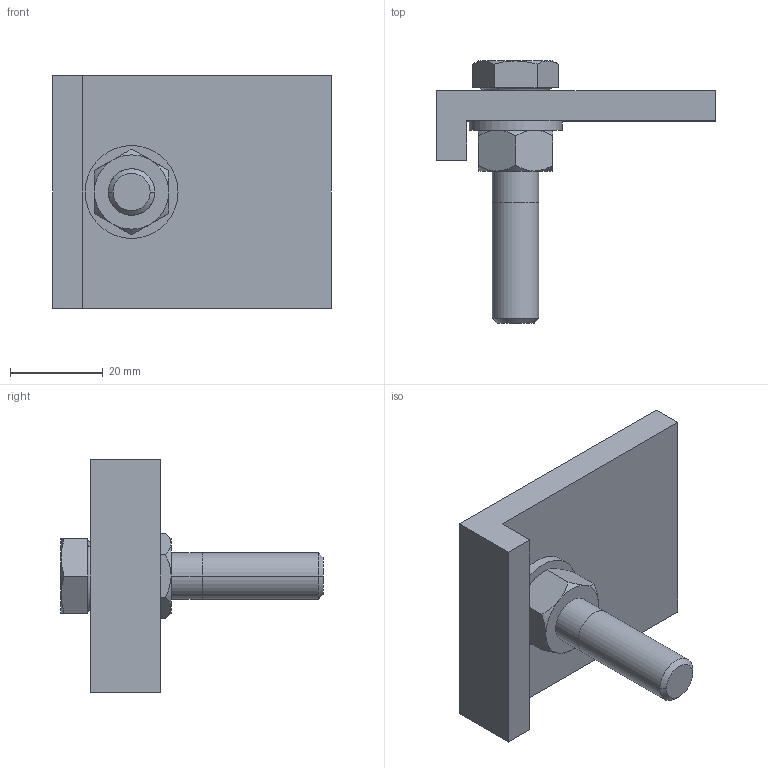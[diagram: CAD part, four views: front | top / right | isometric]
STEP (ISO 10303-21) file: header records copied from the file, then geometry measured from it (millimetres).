
FILE_DESCRIPTION((''),'2;1');
FILE_NAME('6354114_ASM','2013-03-12T',('AndreasKeweloh'),(''),'PRO/ENGINEER BY PARAMETRIC TECHNOLOGY CORPORATION, 2012360','PRO/ENGINEER BY PARAMETRIC TECHNOLOGY CORPORATION, 2012360','');
FILE_SCHEMA(('CONFIG_CONTROL_DESIGN'));
Length unit declared in the file: millimetre
Products named in the file (5): 6354114; DEI4016_10_050_ST; DEI7089_100_ST; DEI4032_MT_100_8; 6354114_ASM
Assembly tree (4 placements, depth 2):
  6354114_ASM
    6354114
    DEI4016_10_050_ST
    DEI7089_100_ST
    DEI4032_MT_100_8
Bounding box: 60 x 56.4 x 50 mm (x, y, z)
Volume: 28823.1 mm3; surface area: 13353.2 mm2
Topology: 4 solids, 6 shells, 72 faces, 164 edges, 104 vertices
Faces by surface type: plane 30, cone 24, cylinder 16, torus 2
Entity records: 2313 total; most frequent: CARTESIAN_POINT 559, DIRECTION 358, ORIENTED_EDGE 320, EDGE_CURVE 164, AXIS2_PLACEMENT_3D 147, VERTEX_POINT 104, EDGE_LOOP 82, FACE_OUTER_BOUND 72
